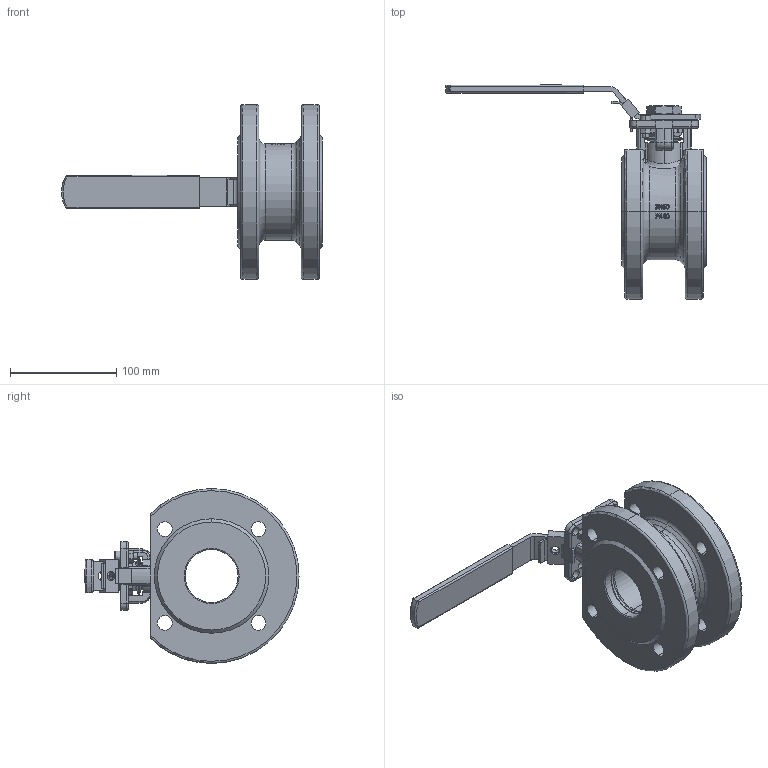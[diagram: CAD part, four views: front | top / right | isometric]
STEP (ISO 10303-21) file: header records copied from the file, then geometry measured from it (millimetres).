
FILE_DESCRIPTION (( 'STEP AP203' ), '1' );
FILE_NAME ('KV-L7N-DN50-忒梟.STEP', '2024-11-20T06:56:43', ( 'Sysceo.com' ), ( '' ), 'SwSTEP 2.0', 'SolidWorks 2013', '' );
FILE_SCHEMA (( 'CONFIG_CONTROL_DESIGN' ));
Length unit declared in the file: millimetre
Products named in the file (1): KV-L7N-DN50-忒梟
Bounding box: 246 x 201.93 x 165 mm (x, y, z)
Volume: 884340.5 mm3; surface area: 243029.5 mm2
Topology: 25 solids, 25 shells, 942 faces, 2412 edges, 1551 vertices
Faces by surface type: plane 393, cylinder 264, cone 127, bspline 87, torus 60, sphere 11
Entity records: 43634 total; most frequent: CARTESIAN_POINT 20898, ORIENTED_EDGE 4788, DIRECTION 4580, EDGE_CURVE 2394, AXIS2_PLACEMENT_3D 1686, VERTEX_POINT 1541, VECTOR 1208, LINE 1208
